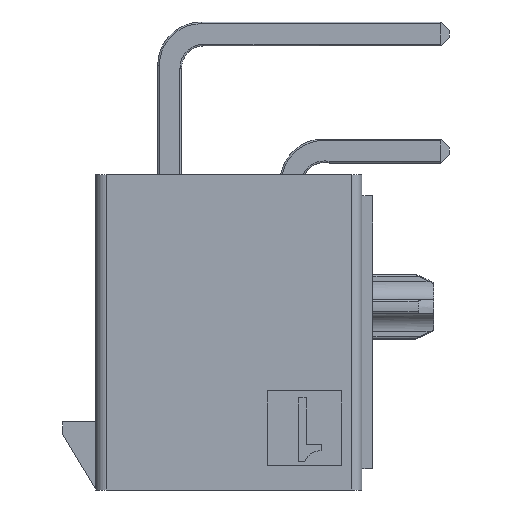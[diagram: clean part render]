
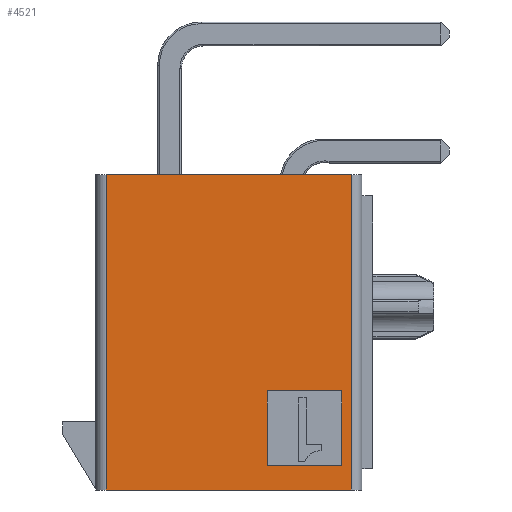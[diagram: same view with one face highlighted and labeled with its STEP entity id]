
A CAD part, left-side view. The second image highlights one B-rep face of the part: STEP entity #4521.
In plain terms, the highlighted planar face has unit normal (-1, 0, 0).
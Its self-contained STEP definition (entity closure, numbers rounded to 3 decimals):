
#151=DIRECTION('',(0.,-1.,0.));
#152=VECTOR('',#151,11.484);
#153=CARTESIAN_POINT('',(-28.396,9.568,-1.977));
#154=LINE('',#153,#152);
#155=DIRECTION('',(0.,0.,-1.));
#156=VECTOR('',#155,14.8);
#157=CARTESIAN_POINT('',(-28.396,-1.916,12.823));
#158=LINE('',#157,#156);
#181=DIRECTION('',(0.,-1.,0.));
#182=VECTOR('',#181,11.484);
#183=CARTESIAN_POINT('',(-28.396,9.568,12.823));
#184=LINE('',#183,#182);
#994=DIRECTION('',(0.,0.,1.));
#995=VECTOR('',#994,14.8);
#996=CARTESIAN_POINT('',(-28.396,9.568,-1.977));
#997=LINE('',#996,#995);
#2170=DIRECTION('',(0.,-1.,0.));
#2171=VECTOR('',#2170,3.5);
#2172=CARTESIAN_POINT('',(-28.396,2.026,
-0.827));
#2173=LINE('',#2172,#2171);
#2178=DIRECTION('',(0.,0.,-1.));
#2179=VECTOR('',#2178,3.5);
#2180=CARTESIAN_POINT('',(-28.396,2.026,2.673));
#2181=LINE('',#2180,#2179);
#2186=DIRECTION('',(0.,1.,0.));
#2187=VECTOR('',#2186,3.5);
#2188=CARTESIAN_POINT('',(-28.396,-1.474,
2.673));
#2189=LINE('',#2188,#2187);
#2194=DIRECTION('',(0.,0.,1.));
#2195=VECTOR('',#2194,3.5);
#2196=CARTESIAN_POINT('',(-28.396,-1.474,
-0.827));
#2197=LINE('',#2196,#2195);
#3508=CARTESIAN_POINT('',(-28.396,-1.474,
-0.827));
#3510=VERTEX_POINT('',#3508);
#3513=CARTESIAN_POINT('',(-28.396,-1.474,
2.673));
#3514=VERTEX_POINT('',#3513);
#3536=CARTESIAN_POINT('',(-28.396,2.026,
-0.827));
#3538=VERTEX_POINT('',#3536);
#3588=CARTESIAN_POINT('',(-28.396,2.026,2.673));
#3590=VERTEX_POINT('',#3588);
#3726=CARTESIAN_POINT('',(-28.396,9.568,
-1.977));
#3727=CARTESIAN_POINT('',(-28.396,-1.916,
-1.977));
#3728=VERTEX_POINT('',#3726);
#3729=VERTEX_POINT('',#3727);
#3730=CARTESIAN_POINT('',(-28.396,9.568,12.823));
#3731=VERTEX_POINT('',#3730);
#3732=CARTESIAN_POINT('',(-28.396,-1.916,12.823));
#3733=VERTEX_POINT('',#3732);
#4497=CARTESIAN_POINT('',(-28.396,3.308,17.194));
#4498=DIRECTION('',(1.,0.,0.));
#4499=DIRECTION('',(0.,1.,0.));
#4500=AXIS2_PLACEMENT_3D('',#4497,#4498,#4499);
#4501=PLANE('',#4500);
#4503=ORIENTED_EDGE('',*,*,#4502,.T.);
#4504=ORIENTED_EDGE('',*,*,#4426,.F.);
#4506=ORIENTED_EDGE('',*,*,#4505,.T.);
#4508=ORIENTED_EDGE('',*,*,#4507,.T.);
#4509=EDGE_LOOP('',(#4503,#4504,#4506,#4508));
#4510=FACE_OUTER_BOUND('',#4509,.F.);
#4512=ORIENTED_EDGE('',*,*,#4511,.T.);
#4514=ORIENTED_EDGE('',*,*,#4513,.T.);
#4516=ORIENTED_EDGE('',*,*,#4515,.T.);
#4518=ORIENTED_EDGE('',*,*,#4517,.T.);
#4519=EDGE_LOOP('',(#4512,#4514,#4516,#4518));
#4520=FACE_BOUND('',#4519,.F.);
#4521=ADVANCED_FACE('',(#4510,#4520),#4501,.F.);
#4426=EDGE_CURVE('',#3728,#3729,#154,.T.);
#4502=EDGE_CURVE('',#3733,#3729,#158,.T.);
#4505=EDGE_CURVE('',#3728,#3731,#997,.T.);
#4507=EDGE_CURVE('',#3731,#3733,#184,.T.);
#4511=EDGE_CURVE('',#3538,#3510,#2173,.T.);
#4513=EDGE_CURVE('',#3510,#3514,#2197,.T.);
#4515=EDGE_CURVE('',#3514,#3590,#2189,.T.);
#4517=EDGE_CURVE('',#3590,#3538,#2181,.T.);
